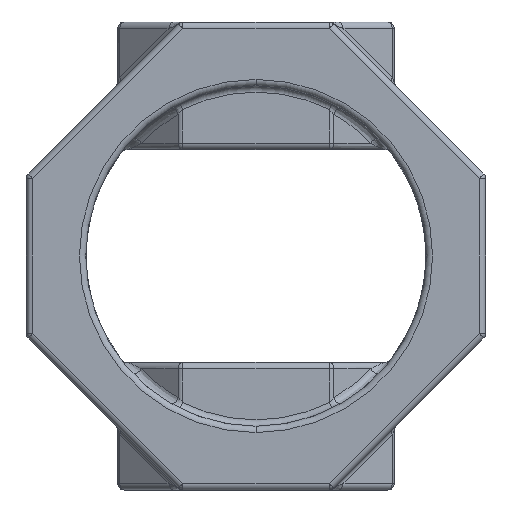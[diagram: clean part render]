
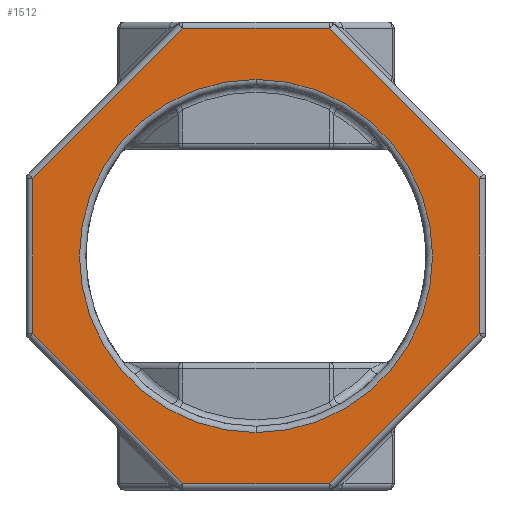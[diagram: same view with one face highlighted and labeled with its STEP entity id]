
A CAD part, front view. The second image highlights one B-rep face of the part: STEP entity #1512.
In plain terms, the highlighted planar face has unit normal (0, -1, 0).
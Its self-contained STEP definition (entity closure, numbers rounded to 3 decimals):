
#9 = PLANE ( 'NONE',  #4212 ) ;
#27 = ORIENTED_EDGE ( 'NONE', *, *, #745, .T. ) ;
#149 = VERTEX_POINT ( 'NONE', #4506 ) ;
#229 = DIRECTION ( 'NONE',  ( 0., 0., 1. ) ) ;
#481 = DIRECTION ( 'NONE',  ( 0., 0., 1. ) ) ;
#666 = VECTOR ( 'NONE', #4305, 1000. ) ;
#706 = CARTESIAN_POINT ( 'NONE',  ( 10.5, 0., 3.642 ) ) ;
#736 = EDGE_CURVE ( 'NONE', #5200, #7479, #2993, .T. ) ;
#745 = EDGE_CURVE ( 'NONE', #1634, #2465, #6548, .T. ) ;
#815 = CARTESIAN_POINT ( 'NONE',  ( 10.5, 0., 0. ) ) ;
#869 = CARTESIAN_POINT ( 'NONE',  ( 0., 0., 0. ) ) ;
#958 = CARTESIAN_POINT ( 'NONE',  ( -10.5, 0., 0. ) ) ;
#1050 = CIRCLE ( 'NONE', #4715, 8.3 ) ;
#1233 = EDGE_CURVE ( 'NONE', #7479, #4185, #1390, .T. ) ;
#1275 = DIRECTION ( 'NONE',  ( 1., 0., 0. ) ) ;
#1289 = AXIS2_PLACEMENT_3D ( 'NONE', #869, #3287, #6910 ) ;
#1355 = ORIENTED_EDGE ( 'NONE', *, *, #2622, .T. ) ;
#1390 = LINE ( 'NONE', #6140, #3686 ) ;
#1512 = ADVANCED_FACE ( 'NONE', ( #3011, #5428 ), #9, .F. ) ;
#1634 = VERTEX_POINT ( 'NONE', #3713 ) ;
#1875 = EDGE_LOOP ( 'NONE', ( #5478, #7279, #5902, #27, #5016, #4003, #5736, #7765 ) ) ;
#2253 = EDGE_CURVE ( 'NONE', #6785, #5200, #6127, .T. ) ;
#2397 = VECTOR ( 'NONE', #4020, 1000. ) ;
#2465 = VERTEX_POINT ( 'NONE', #3720 ) ;
#2536 = VECTOR ( 'NONE', #6002, 1000. ) ;
#2622 = EDGE_CURVE ( 'NONE', #3236, #6615, #1050, .T. ) ;
#2943 = CARTESIAN_POINT ( 'NONE',  ( 0., 0., -8.3 ) ) ;
#2993 = LINE ( 'NONE', #4183, #5950 ) ;
#3011 = FACE_OUTER_BOUND ( 'NONE', #1875, .T. ) ;
#3091 = CARTESIAN_POINT ( 'NONE',  ( -7.071, 0., 7.071 ) ) ;
#3180 = CIRCLE ( 'NONE', #1289, 8.3 ) ;
#3236 = VERTEX_POINT ( 'NONE', #4142 ) ;
#3254 = DIRECTION ( 'NONE',  ( 0., 1., 0. ) ) ;
#3287 = DIRECTION ( 'NONE',  ( 0., 1., 0. ) ) ;
#3471 = CARTESIAN_POINT ( 'NONE',  ( -10.5, 0., 3.642 ) ) ;
#3686 = VECTOR ( 'NONE', #1275, 1000. ) ;
#3713 = CARTESIAN_POINT ( 'NONE',  ( 3.442, 0., 10.7 ) ) ;
#3720 = CARTESIAN_POINT ( 'NONE',  ( -3.442, 0., 10.7 ) ) ;
#3729 = CARTESIAN_POINT ( 'NONE',  ( 7.071, 0., -7.071 ) ) ;
#3921 = DIRECTION ( 'NONE',  ( 0., 0., 1. ) ) ;
#4003 = ORIENTED_EDGE ( 'NONE', *, *, #2253, .T. ) ;
#4020 = DIRECTION ( 'NONE',  ( -0.707, 0., 0.707 ) ) ;
#4142 = CARTESIAN_POINT ( 'NONE',  ( 0., 0., 8.3 ) ) ;
#4183 = CARTESIAN_POINT ( 'NONE',  ( -7.071, 0., -7.071 ) ) ;
#4185 = VERTEX_POINT ( 'NONE', #4691 ) ;
#4212 = AXIS2_PLACEMENT_3D ( 'NONE', #7232, #4673, #481 ) ;
#4225 = CARTESIAN_POINT ( 'NONE',  ( 0., 0., 10.7 ) ) ;
#4249 = CARTESIAN_POINT ( 'NONE',  ( -3.442, 0., -10.7 ) ) ;
#4305 = DIRECTION ( 'NONE',  ( 0., 0., -1. ) ) ;
#4399 = ORIENTED_EDGE ( 'NONE', *, *, #7496, .T. ) ;
#4506 = CARTESIAN_POINT ( 'NONE',  ( 10.5, 0., -3.642 ) ) ;
#4672 = EDGE_CURVE ( 'NONE', #5486, #1634, #5289, .T. ) ;
#4673 = DIRECTION ( 'NONE',  ( 0., 1., 0. ) ) ;
#4691 = CARTESIAN_POINT ( 'NONE',  ( 3.442, 0., -10.7 ) ) ;
#4715 = AXIS2_PLACEMENT_3D ( 'NONE', #6337, #3254, #3921 ) ;
#4860 = EDGE_CURVE ( 'NONE', #4185, #149, #6737, .T. ) ;
#5016 = ORIENTED_EDGE ( 'NONE', *, *, #6598, .T. ) ;
#5085 = VECTOR ( 'NONE', #229, 1000. ) ;
#5149 = CARTESIAN_POINT ( 'NONE',  ( -10.5, 0., -3.642 ) ) ;
#5199 = EDGE_LOOP ( 'NONE', ( #1355, #4399 ) ) ;
#5200 = VERTEX_POINT ( 'NONE', #5149 ) ;
#5289 = LINE ( 'NONE', #6516, #2397 ) ;
#5428 = FACE_BOUND ( 'NONE', #5199, .T. ) ;
#5478 = ORIENTED_EDGE ( 'NONE', *, *, #4860, .T. ) ;
#5486 = VERTEX_POINT ( 'NONE', #706 ) ;
#5506 = DIRECTION ( 'NONE',  ( -0.707, 0., -0.707 ) ) ;
#5736 = ORIENTED_EDGE ( 'NONE', *, *, #736, .T. ) ;
#5902 = ORIENTED_EDGE ( 'NONE', *, *, #4672, .T. ) ;
#5950 = VECTOR ( 'NONE', #6590, 1000. ) ;
#6002 = DIRECTION ( 'NONE',  ( -1., 0., 0. ) ) ;
#6006 = DIRECTION ( 'NONE',  ( 0.707, 0., 0.707 ) ) ;
#6127 = LINE ( 'NONE', #958, #666 ) ;
#6140 = CARTESIAN_POINT ( 'NONE',  ( 0., 0., -10.7 ) ) ;
#6337 = CARTESIAN_POINT ( 'NONE',  ( 0., 0., 0. ) ) ;
#6516 = CARTESIAN_POINT ( 'NONE',  ( 7.071, 0., 7.071 ) ) ;
#6548 = LINE ( 'NONE', #4225, #2536 ) ;
#6590 = DIRECTION ( 'NONE',  ( 0.707, 0., -0.707 ) ) ;
#6598 = EDGE_CURVE ( 'NONE', #2465, #6785, #6720, .T. ) ;
#6615 = VERTEX_POINT ( 'NONE', #2943 ) ;
#6676 = VECTOR ( 'NONE', #6006, 1000. ) ;
#6720 = LINE ( 'NONE', #3091, #7071 ) ;
#6737 = LINE ( 'NONE', #3729, #6676 ) ;
#6785 = VERTEX_POINT ( 'NONE', #3471 ) ;
#6814 = LINE ( 'NONE', #815, #5085 ) ;
#6910 = DIRECTION ( 'NONE',  ( 0., 0., 1. ) ) ;
#6934 = EDGE_CURVE ( 'NONE', #149, #5486, #6814, .T. ) ;
#7071 = VECTOR ( 'NONE', #5506, 1000. ) ;
#7232 = CARTESIAN_POINT ( 'NONE',  ( 0., 0., 0. ) ) ;
#7279 = ORIENTED_EDGE ( 'NONE', *, *, #6934, .T. ) ;
#7479 = VERTEX_POINT ( 'NONE', #4249 ) ;
#7496 = EDGE_CURVE ( 'NONE', #6615, #3236, #3180, .T. ) ;
#7765 = ORIENTED_EDGE ( 'NONE', *, *, #1233, .T. ) ;
